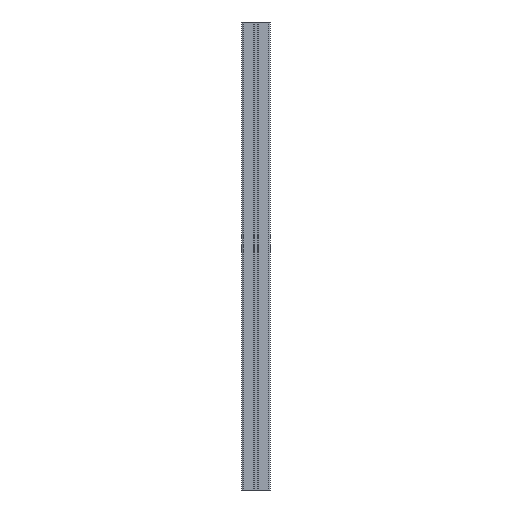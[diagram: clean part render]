
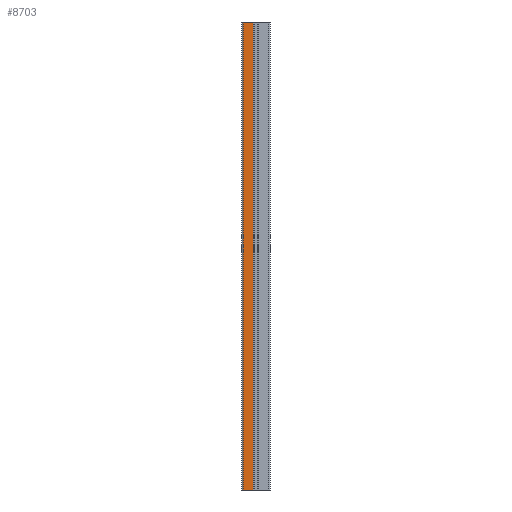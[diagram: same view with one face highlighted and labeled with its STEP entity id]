
A CAD part, left-side view. The second image highlights one B-rep face of the part: STEP entity #8703.
In plain terms, the highlighted planar face has unit normal (-1, 0, 0).
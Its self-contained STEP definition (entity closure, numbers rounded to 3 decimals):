
#129 = CARTESIAN_POINT ( 'NONE',  ( -30., 27.5, 1000. ) ) ;
#682 = CARTESIAN_POINT ( 'NONE',  ( -30., 27.5, 1000. ) ) ;
#708 = CARTESIAN_POINT ( 'NONE',  ( -30., 27.5, 0. ) ) ;
#1245 = ORIENTED_EDGE ( 'NONE', *, *, #5092, .F. ) ;
#1282 = EDGE_CURVE ( 'NONE', #8581, #7811, #5725, .T. ) ;
#1353 = VECTOR ( 'NONE', #1510, 1000. ) ;
#1358 = VERTEX_POINT ( 'NONE', #1825 ) ;
#1510 = DIRECTION ( 'NONE',  ( 0., -1., 0. ) ) ;
#1561 = VECTOR ( 'NONE', #6431, 1000. ) ;
#1783 = ORIENTED_EDGE ( 'NONE', *, *, #7424, .T. ) ;
#1825 = CARTESIAN_POINT ( 'NONE',  ( -30., 6.1, 1000. ) ) ;
#2279 = CARTESIAN_POINT ( 'NONE',  ( -30., 6.1, 1000. ) ) ;
#2504 = CARTESIAN_POINT ( 'NONE',  ( -30., 27.5, 1000. ) ) ;
#2859 = EDGE_CURVE ( 'NONE', #8581, #1358, #5046, .T. ) ;
#3498 = CARTESIAN_POINT ( 'NONE',  ( -30., 6.1, 0. ) ) ;
#3693 = LINE ( 'NONE', #708, #1353 ) ;
#3910 = FACE_OUTER_BOUND ( 'NONE', #8599, .T. ) ;
#3966 = VECTOR ( 'NONE', #6220, 1000. ) ;
#3990 = DIRECTION ( 'NONE',  ( 1., 0., 0. ) ) ;
#4346 = AXIS2_PLACEMENT_3D ( 'NONE', #6328, #3990, #9492 ) ;
#4478 = ORIENTED_EDGE ( 'NONE', *, *, #1282, .T. ) ;
#5046 = LINE ( 'NONE', #2504, #6916 ) ;
#5092 = EDGE_CURVE ( 'NONE', #1358, #6923, #6057, .T. ) ;
#5725 = LINE ( 'NONE', #129, #1561 ) ;
#5737 = CARTESIAN_POINT ( 'NONE',  ( -30., 27.5, 0. ) ) ;
#6057 = LINE ( 'NONE', #2279, #3966 ) ;
#6220 = DIRECTION ( 'NONE',  ( 0., 0., -1. ) ) ;
#6328 = CARTESIAN_POINT ( 'NONE',  ( -30., 27.5, 1000. ) ) ;
#6431 = DIRECTION ( 'NONE',  ( 0., 0., -1. ) ) ;
#6916 = VECTOR ( 'NONE', #7209, 1000. ) ;
#6923 = VERTEX_POINT ( 'NONE', #3498 ) ;
#7209 = DIRECTION ( 'NONE',  ( 0., -1., 0. ) ) ;
#7424 = EDGE_CURVE ( 'NONE', #7811, #6923, #3693, .T. ) ;
#7811 = VERTEX_POINT ( 'NONE', #5737 ) ;
#8302 = ORIENTED_EDGE ( 'NONE', *, *, #2859, .F. ) ;
#8581 = VERTEX_POINT ( 'NONE', #682 ) ;
#8599 = EDGE_LOOP ( 'NONE', ( #1783, #1245, #8302, #4478 ) ) ;
#8703 = ADVANCED_FACE ( 'NONE', ( #3910 ), #8708, .F. ) ;
#8708 = PLANE ( 'NONE',  #4346 ) ;
#9492 = DIRECTION ( 'NONE',  ( 0., 0., -1. ) ) ;
